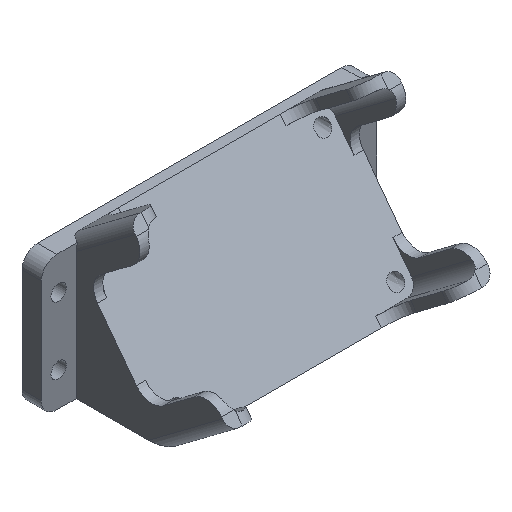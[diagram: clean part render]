
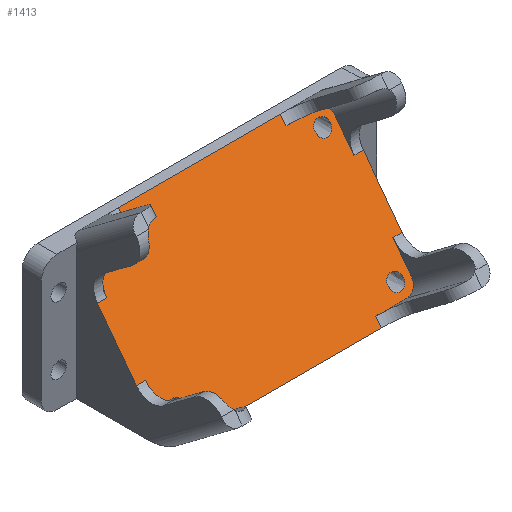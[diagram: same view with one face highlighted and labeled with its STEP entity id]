
A CAD part, isometric view. The second image highlights one B-rep face of the part: STEP entity #1413.
In plain terms, the highlighted planar face has unit normal (0, -0.8, 0.6).
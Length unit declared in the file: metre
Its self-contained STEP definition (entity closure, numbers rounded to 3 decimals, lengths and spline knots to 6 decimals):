
#70=CIRCLE('',#1508,0.00254);
#71=CIRCLE('',#1509,0.00254);
#72=CIRCLE('',#1511,0.00254);
#73=CIRCLE('',#1512,0.00254);
#74=CIRCLE('',#1513,0.00381);
#75=CIRCLE('',#1514,0.00381);
#76=CIRCLE('',#1515,0.00381);
#77=CIRCLE('',#1516,0.00381);
#172=ORIENTED_EDGE('',*,*,#586,.F.);
#173=ORIENTED_EDGE('',*,*,#594,.T.);
#174=ORIENTED_EDGE('',*,*,#595,.T.);
#175=ORIENTED_EDGE('',*,*,#596,.T.);
#176=ORIENTED_EDGE('',*,*,#597,.F.);
#177=ORIENTED_EDGE('',*,*,#598,.T.);
#178=ORIENTED_EDGE('',*,*,#599,.F.);
#179=ORIENTED_EDGE('',*,*,#600,.F.);
#180=ORIENTED_EDGE('',*,*,#601,.F.);
#181=ORIENTED_EDGE('',*,*,#602,.F.);
#182=ORIENTED_EDGE('',*,*,#603,.F.);
#183=ORIENTED_EDGE('',*,*,#604,.F.);
#184=ORIENTED_EDGE('',*,*,#605,.F.);
#185=ORIENTED_EDGE('',*,*,#606,.F.);
#186=ORIENTED_EDGE('',*,*,#607,.F.);
#187=ORIENTED_EDGE('',*,*,#608,.F.);
#188=ORIENTED_EDGE('',*,*,#609,.F.);
#189=ORIENTED_EDGE('',*,*,#610,.F.);
#190=ORIENTED_EDGE('',*,*,#611,.F.);
#191=ORIENTED_EDGE('',*,*,#612,.T.);
#192=ORIENTED_EDGE('',*,*,#613,.F.);
#193=ORIENTED_EDGE('',*,*,#614,.T.);
#194=ORIENTED_EDGE('',*,*,#615,.F.);
#195=ORIENTED_EDGE('',*,*,#616,.T.);
#196=ORIENTED_EDGE('',*,*,#617,.F.);
#197=ORIENTED_EDGE('',*,*,#618,.T.);
#198=ORIENTED_EDGE('',*,*,#619,.F.);
#199=ORIENTED_EDGE('',*,*,#590,.F.);
#586=EDGE_CURVE('',#798,#798,#70,.T.);
#590=EDGE_CURVE('',#801,#801,#71,.T.);
#594=EDGE_CURVE('',#804,#804,#72,.T.);
#595=EDGE_CURVE('',#805,#805,#73,.T.);
#596=EDGE_CURVE('',#806,#807,#934,.T.);
#597=EDGE_CURVE('',#808,#807,#935,.T.);
#598=EDGE_CURVE('',#808,#809,#936,.T.);
#599=EDGE_CURVE('',#810,#809,#74,.T.);
#600=EDGE_CURVE('',#811,#810,#937,.T.);
#601=EDGE_CURVE('',#812,#811,#938,.F.);
#602=EDGE_CURVE('',#813,#812,#939,.T.);
#603=EDGE_CURVE('',#814,#813,#940,.T.);
#604=EDGE_CURVE('',#815,#814,#941,.T.);
#605=EDGE_CURVE('',#816,#815,#75,.T.);
#606=EDGE_CURVE('',#817,#816,#942,.T.);
#607=EDGE_CURVE('',#818,#817,#943,.F.);
#608=EDGE_CURVE('',#819,#818,#944,.T.);
#609=EDGE_CURVE('',#820,#819,#945,.T.);
#610=EDGE_CURVE('',#821,#820,#946,.T.);
#611=EDGE_CURVE('',#822,#821,#76,.T.);
#612=EDGE_CURVE('',#822,#823,#947,.T.);
#613=EDGE_CURVE('',#824,#823,#948,.F.);
#614=EDGE_CURVE('',#824,#825,#949,.T.);
#615=EDGE_CURVE('',#826,#825,#950,.T.);
#616=EDGE_CURVE('',#826,#827,#951,.T.);
#617=EDGE_CURVE('',#828,#827,#77,.T.);
#618=EDGE_CURVE('',#828,#829,#952,.T.);
#619=EDGE_CURVE('',#806,#829,#953,.F.);
#798=VERTEX_POINT('',#2150);
#801=VERTEX_POINT('',#2187);
#804=VERTEX_POINT('',#2203);
#805=VERTEX_POINT('',#2205);
#806=VERTEX_POINT('',#2207);
#807=VERTEX_POINT('',#2208);
#808=VERTEX_POINT('',#2210);
#809=VERTEX_POINT('',#2212);
#810=VERTEX_POINT('',#2214);
#811=VERTEX_POINT('',#2216);
#812=VERTEX_POINT('',#2218);
#813=VERTEX_POINT('',#2220);
#814=VERTEX_POINT('',#2222);
#815=VERTEX_POINT('',#2224);
#816=VERTEX_POINT('',#2226);
#817=VERTEX_POINT('',#2228);
#818=VERTEX_POINT('',#2230);
#819=VERTEX_POINT('',#2232);
#820=VERTEX_POINT('',#2234);
#821=VERTEX_POINT('',#2236);
#822=VERTEX_POINT('',#2238);
#823=VERTEX_POINT('',#2240);
#824=VERTEX_POINT('',#2242);
#825=VERTEX_POINT('',#2244);
#826=VERTEX_POINT('',#2246);
#827=VERTEX_POINT('',#2248);
#828=VERTEX_POINT('',#2250);
#829=VERTEX_POINT('',#2252);
#934=LINE('',#2206,#1060);
#935=LINE('',#2209,#1061);
#936=LINE('',#2211,#1062);
#937=LINE('',#2215,#1063);
#938=LINE('',#2217,#1064);
#939=LINE('',#2219,#1065);
#940=LINE('',#2221,#1066);
#941=LINE('',#2223,#1067);
#942=LINE('',#2227,#1068);
#943=LINE('',#2229,#1069);
#944=LINE('',#2231,#1070);
#945=LINE('',#2233,#1071);
#946=LINE('',#2235,#1072);
#947=LINE('',#2239,#1073);
#948=LINE('',#2241,#1074);
#949=LINE('',#2243,#1075);
#950=LINE('',#2245,#1076);
#951=LINE('',#2247,#1077);
#952=LINE('',#2251,#1078);
#953=LINE('',#2253,#1079);
#1060=VECTOR('',#1683,1.);
#1061=VECTOR('',#1684,1.);
#1062=VECTOR('',#1685,1.);
#1063=VECTOR('',#1688,1.);
#1064=VECTOR('',#1689,1.);
#1065=VECTOR('',#1690,1.);
#1066=VECTOR('',#1691,1.);
#1067=VECTOR('',#1692,1.);
#1068=VECTOR('',#1695,1.);
#1069=VECTOR('',#1696,1.);
#1070=VECTOR('',#1697,1.);
#1071=VECTOR('',#1698,1.);
#1072=VECTOR('',#1699,1.);
#1073=VECTOR('',#1702,1.);
#1074=VECTOR('',#1703,1.);
#1075=VECTOR('',#1704,1.);
#1076=VECTOR('',#1705,1.);
#1077=VECTOR('',#1706,1.);
#1078=VECTOR('',#1709,1.);
#1079=VECTOR('',#1710,1.);
#1185=EDGE_LOOP('',(#172));
#1186=EDGE_LOOP('',(#173));
#1187=EDGE_LOOP('',(#174));
#1188=EDGE_LOOP('',(#175,#176,#177,#178,#179,#180,#181,#182,#183,#184,#185,
#186,#187,#188,#189,#190,#191,#192,#193,#194,#195,#196,#197,#198));
#1189=EDGE_LOOP('',(#199));
#1283=FACE_BOUND('',#1185,.T.);
#1284=FACE_BOUND('',#1186,.T.);
#1285=FACE_BOUND('',#1187,.T.);
#1286=FACE_BOUND('',#1188,.T.);
#1287=FACE_BOUND('',#1189,.T.);
#1371=PLANE('',#1510);
#1413=ADVANCED_FACE('',(#1283,#1284,#1285,#1286,#1287),#1371,.T.);
#1508=AXIS2_PLACEMENT_3D('',#2149,#1669,#1670);
#1509=AXIS2_PLACEMENT_3D('',#2186,#1673,#1674);
#1510=AXIS2_PLACEMENT_3D('',#2201,#1677,#1678);
#1511=AXIS2_PLACEMENT_3D('',#2202,#1679,#1680);
#1512=AXIS2_PLACEMENT_3D('',#2204,#1681,#1682);
#1513=AXIS2_PLACEMENT_3D('',#2213,#1686,#1687);
#1514=AXIS2_PLACEMENT_3D('',#2225,#1693,#1694);
#1515=AXIS2_PLACEMENT_3D('',#2237,#1700,#1701);
#1516=AXIS2_PLACEMENT_3D('',#2249,#1707,#1708);
#1669=DIRECTION('',(0.,-0.8,0.6));
#1670=DIRECTION('',(0.,-0.6,-0.8));
#1673=DIRECTION('',(0.,-0.8,0.6));
#1674=DIRECTION('',(0.,-0.6,-0.8));
#1677=DIRECTION('',(0.,-0.8,0.6));
#1678=DIRECTION('',(0.,-0.6,-0.8));
#1679=DIRECTION('',(0.,0.8,-0.6));
#1680=DIRECTION('',(0.,-0.6,-0.8));
#1681=DIRECTION('',(0.,0.8,-0.6));
#1682=DIRECTION('',(0.,-0.6,-0.8));
#1683=DIRECTION('',(0.,0.6,0.8));
#1684=DIRECTION('',(1.,0.,0.));
#1685=DIRECTION('',(0.,0.6,0.8));
#1686=DIRECTION('',(0.,0.8,-0.6));
#1687=DIRECTION('',(0.,-0.6,-0.8));
#1688=DIRECTION('',(1.,0.,0.));
#1689=DIRECTION('',(0.,0.6,0.8));
#1690=DIRECTION('',(1.,0.,0.));
#1691=DIRECTION('',(0.,0.6,0.8));
#1692=DIRECTION('',(1.,0.,0.));
#1693=DIRECTION('',(0.,0.8,-0.6));
#1694=DIRECTION('',(0.,-0.6,-0.8));
#1695=DIRECTION('',(0.,0.6,0.8));
#1696=DIRECTION('',(-1.,0.,0.));
#1697=DIRECTION('',(0.,0.6,0.8));
#1698=DIRECTION('',(-1.,0.,0.));
#1699=DIRECTION('',(0.,0.6,0.8));
#1700=DIRECTION('',(0.,0.8,-0.6));
#1701=DIRECTION('',(0.,-0.6,-0.8));
#1702=DIRECTION('',(1.,0.,0.));
#1703=DIRECTION('',(0.,-0.6,-0.8));
#1704=DIRECTION('',(1.,0.,0.));
#1705=DIRECTION('',(0.,-0.6,-0.8));
#1706=DIRECTION('',(1.,0.,0.));
#1707=DIRECTION('',(0.,0.8,-0.6));
#1708=DIRECTION('',(0.,-0.6,-0.8));
#1709=DIRECTION('',(0.,0.6,0.8));
#1710=DIRECTION('',(1.,0.,0.));
#2149=CARTESIAN_POINT('',(0.5609,-0.325283,0.258674));
#2150=CARTESIAN_POINT('',(0.5609,-0.326807,0.256642));
#2186=CARTESIAN_POINT('',(0.6329,-0.349283,0.226674));
#2187=CARTESIAN_POINT('',(0.6329,-0.350807,0.224642));
#2201=CARTESIAN_POINT('',(0.553216,-0.321628,0.263548));
#2202=CARTESIAN_POINT('',(0.5609,-0.349283,0.226674));
#2203=CARTESIAN_POINT('',(0.5609,-0.350807,0.224642));
#2204=CARTESIAN_POINT('',(0.6329,-0.325283,0.258674));
#2205=CARTESIAN_POINT('',(0.6329,-0.326807,0.256642));
#2206=CARTESIAN_POINT('',(0.640582,-0.321628,0.263548));
#2207=CARTESIAN_POINT('',(0.640582,-0.34368,0.234144));
#2208=CARTESIAN_POINT('',(0.640582,-0.330886,0.251204));
#2209=CARTESIAN_POINT('',(0.640582,-0.330886,0.251204));
#2210=CARTESIAN_POINT('',(0.637534,-0.330886,0.251204));
#2211=CARTESIAN_POINT('',(0.637534,-0.32479,0.259332));
#2212=CARTESIAN_POINT('',(0.637534,-0.32479,0.259332));
#2213=CARTESIAN_POINT('',(0.633724,-0.32479,0.259332));
#2214=CARTESIAN_POINT('',(0.633724,-0.322504,0.26238));
#2215=CARTESIAN_POINT('',(0.633724,-0.322504,0.26238));
#2216=CARTESIAN_POINT('',(0.623564,-0.322504,0.26238));
#2217=CARTESIAN_POINT('',(0.623564,-0.321628,0.263548));
#2218=CARTESIAN_POINT('',(0.623564,-0.320675,0.264818));
#2219=CARTESIAN_POINT('',(0.553216,-0.320675,0.264818));
#2220=CARTESIAN_POINT('',(0.570236,-0.320675,0.264818));
#2221=CARTESIAN_POINT('',(0.570236,-0.320675,0.264818));
#2222=CARTESIAN_POINT('',(0.570236,-0.322504,0.26238));
#2223=CARTESIAN_POINT('',(0.560076,-0.322504,0.26238));
#2224=CARTESIAN_POINT('',(0.560076,-0.322504,0.26238));
#2225=CARTESIAN_POINT('',(0.560076,-0.32479,0.259332));
#2226=CARTESIAN_POINT('',(0.556266,-0.32479,0.259332));
#2227=CARTESIAN_POINT('',(0.556266,-0.32479,0.259332));
#2228=CARTESIAN_POINT('',(0.556266,-0.330886,0.251204));
#2229=CARTESIAN_POINT('',(0.553216,-0.330886,0.251204));
#2230=CARTESIAN_POINT('',(0.553218,-0.330886,0.251204));
#2231=CARTESIAN_POINT('',(0.553218,-0.321628,0.263548));
#2232=CARTESIAN_POINT('',(0.553218,-0.34368,0.234144));
#2233=CARTESIAN_POINT('',(0.553218,-0.34368,0.234144));
#2234=CARTESIAN_POINT('',(0.556266,-0.34368,0.234144));
#2235=CARTESIAN_POINT('',(0.556266,-0.349776,0.226016));
#2236=CARTESIAN_POINT('',(0.556266,-0.349776,0.226016));
#2237=CARTESIAN_POINT('',(0.560076,-0.349776,0.226016));
#2238=CARTESIAN_POINT('',(0.560076,-0.352062,0.222968));
#2239=CARTESIAN_POINT('',(0.560076,-0.352062,0.222968));
#2240=CARTESIAN_POINT('',(0.570236,-0.352062,0.222968));
#2241=CARTESIAN_POINT('',(0.570236,-0.321628,0.263548));
#2242=CARTESIAN_POINT('',(0.570236,-0.353891,0.22053));
#2243=CARTESIAN_POINT('',(0.553216,-0.353891,0.22053));
#2244=CARTESIAN_POINT('',(0.623564,-0.353891,0.22053));
#2245=CARTESIAN_POINT('',(0.623564,-0.353891,0.22053));
#2246=CARTESIAN_POINT('',(0.623564,-0.352062,0.222968));
#2247=CARTESIAN_POINT('',(0.633724,-0.352062,0.222968));
#2248=CARTESIAN_POINT('',(0.633724,-0.352062,0.222968));
#2249=CARTESIAN_POINT('',(0.633724,-0.349776,0.226016));
#2250=CARTESIAN_POINT('',(0.637534,-0.349776,0.226016));
#2251=CARTESIAN_POINT('',(0.637534,-0.349776,0.226016));
#2252=CARTESIAN_POINT('',(0.637534,-0.34368,0.234144));
#2253=CARTESIAN_POINT('',(0.553216,-0.34368,0.234144));
